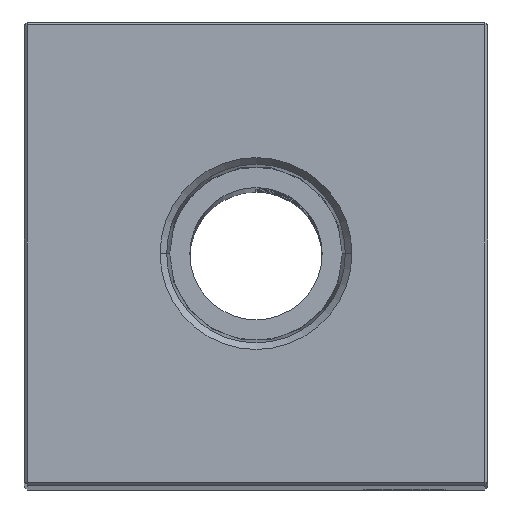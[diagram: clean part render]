
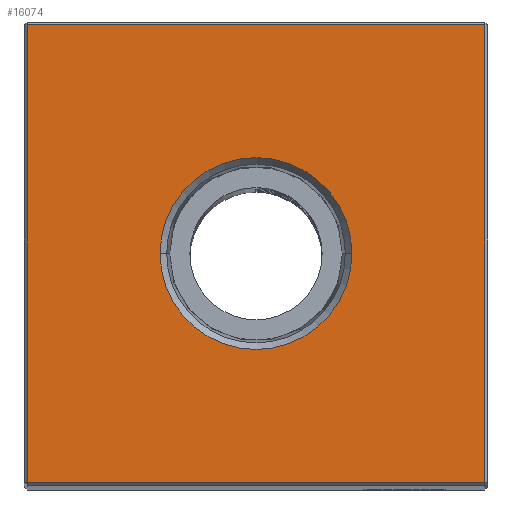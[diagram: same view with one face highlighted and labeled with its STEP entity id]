
A CAD part, top view. The second image highlights one B-rep face of the part: STEP entity #16074.
In plain terms, the highlighted planar face has unit normal (0, 0, 1).
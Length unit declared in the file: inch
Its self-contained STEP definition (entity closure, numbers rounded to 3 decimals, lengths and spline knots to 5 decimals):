
#295 = ORIENTED_EDGE ( 'NONE', *, *, #2110, .T. ) ;
#325 = CARTESIAN_POINT ( 'NONE',  ( -0.865, 0.865, 10.75 ) ) ;
#1402 = FACE_BOUND ( 'NONE', #3639, .T. ) ;
#1666 = CARTESIAN_POINT ( 'NONE',  ( 0., 0.865, 10.75 ) ) ;
#1742 = VERTEX_POINT ( 'NONE', #17684 ) ;
#2110 = EDGE_CURVE ( 'NONE', #1742, #27041, #17917, .T. ) ;
#3546 = CARTESIAN_POINT ( 'NONE',  ( 0.3626, 0., 10.75 ) ) ;
#3639 = EDGE_LOOP ( 'NONE', ( #26455, #13554 ) ) ;
#5830 = LINE ( 'NONE', #20995, #17065 ) ;
#6066 = DIRECTION ( 'NONE',  ( 0., 0., 1. ) ) ;
#7136 = EDGE_CURVE ( 'NONE', #12189, #1742, #20888, .T. ) ;
#7193 = AXIS2_PLACEMENT_3D ( 'NONE', #22615, #9948, #18220 ) ;
#7939 = VECTOR ( 'NONE', #20409, 39.37008 ) ;
#8425 = VERTEX_POINT ( 'NONE', #26243 ) ;
#9948 = DIRECTION ( 'NONE',  ( 0., 0., -1. ) ) ;
#10080 = PLANE ( 'NONE',  #7193 ) ;
#11015 = VERTEX_POINT ( 'NONE', #3546 ) ;
#11113 = CIRCLE ( 'NONE', #16395, 0.3626 ) ;
#11512 = EDGE_CURVE ( 'NONE', #27041, #8425, #5830, .T. ) ;
#11834 = EDGE_CURVE ( 'NONE', #8425, #12189, #23660, .T. ) ;
#11998 = DIRECTION ( 'NONE',  ( 1., 0., 0. ) ) ;
#12189 = VERTEX_POINT ( 'NONE', #23903 ) ;
#12553 = EDGE_LOOP ( 'NONE', ( #18069, #26902, #12954, #295 ) ) ;
#12715 = DIRECTION ( 'NONE',  ( 0., 0., 1. ) ) ;
#12954 = ORIENTED_EDGE ( 'NONE', *, *, #7136, .T. ) ;
#13004 = DIRECTION ( 'NONE',  ( 0., 1., 0. ) ) ;
#13554 = ORIENTED_EDGE ( 'NONE', *, *, #24151, .F. ) ;
#13614 = CARTESIAN_POINT ( 'NONE',  ( 0., 0., 10.75 ) ) ;
#14204 = FACE_OUTER_BOUND ( 'NONE', #12553, .T. ) ;
#14676 = CARTESIAN_POINT ( 'NONE',  ( 0.865, 0., 10.75 ) ) ;
#15308 = VECTOR ( 'NONE', #17874, 39.37008 ) ;
#16074 = ADVANCED_FACE ( 'NONE', ( #14204, #1402 ), #10080, .F. ) ;
#16395 = AXIS2_PLACEMENT_3D ( 'NONE', #13614, #12715, #23968 ) ;
#16437 = AXIS2_PLACEMENT_3D ( 'NONE', #22468, #6066, #11998 ) ;
#17065 = VECTOR ( 'NONE', #24980, 39.37008 ) ;
#17475 = CARTESIAN_POINT ( 'NONE',  ( 0., -0.865, 10.75 ) ) ;
#17684 = CARTESIAN_POINT ( 'NONE',  ( 0.865, 0.865, 10.75 ) ) ;
#17874 = DIRECTION ( 'NONE',  ( 1., 0., 0. ) ) ;
#17917 = LINE ( 'NONE', #1666, #7939 ) ;
#18069 = ORIENTED_EDGE ( 'NONE', *, *, #11512, .T. ) ;
#18220 = DIRECTION ( 'NONE',  ( -1., 0., 0. ) ) ;
#20409 = DIRECTION ( 'NONE',  ( -1., 0., 0. ) ) ;
#20888 = LINE ( 'NONE', #14676, #24194 ) ;
#20995 = CARTESIAN_POINT ( 'NONE',  ( -0.865, 0., 10.75 ) ) ;
#21569 = CARTESIAN_POINT ( 'NONE',  ( -0.3626, 0., 10.75 ) ) ;
#21700 = VERTEX_POINT ( 'NONE', #21569 ) ;
#22203 = EDGE_CURVE ( 'NONE', #11015, #21700, #11113, .T. ) ;
#22468 = CARTESIAN_POINT ( 'NONE',  ( 0., 0., 10.75 ) ) ;
#22615 = CARTESIAN_POINT ( 'NONE',  ( 0., 0., 10.75 ) ) ;
#23660 = LINE ( 'NONE', #17475, #15308 ) ;
#23903 = CARTESIAN_POINT ( 'NONE',  ( 0.865, -0.865, 10.75 ) ) ;
#23926 = CIRCLE ( 'NONE', #16437, 0.3626 ) ;
#23968 = DIRECTION ( 'NONE',  ( 1., 0., 0. ) ) ;
#24151 = EDGE_CURVE ( 'NONE', #21700, #11015, #23926, .T. ) ;
#24194 = VECTOR ( 'NONE', #13004, 39.37008 ) ;
#24980 = DIRECTION ( 'NONE',  ( 0., -1., 0. ) ) ;
#26243 = CARTESIAN_POINT ( 'NONE',  ( -0.865, -0.865, 10.75 ) ) ;
#26455 = ORIENTED_EDGE ( 'NONE', *, *, #22203, .F. ) ;
#26902 = ORIENTED_EDGE ( 'NONE', *, *, #11834, .T. ) ;
#27041 = VERTEX_POINT ( 'NONE', #325 ) ;
